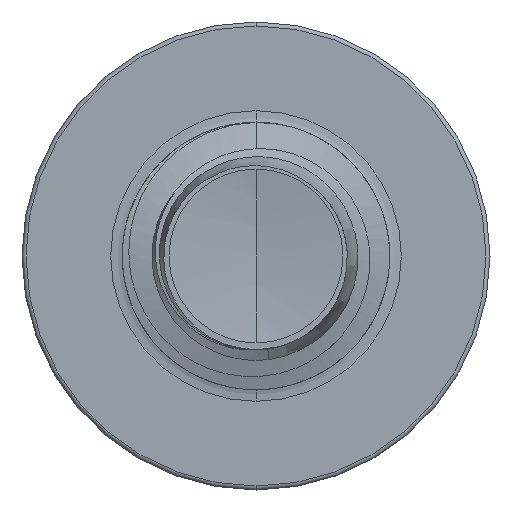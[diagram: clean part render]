
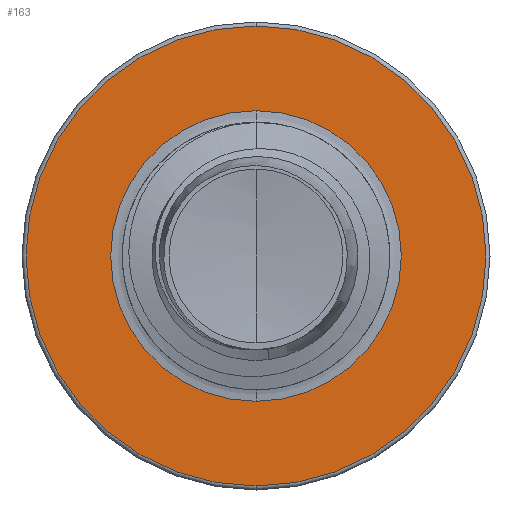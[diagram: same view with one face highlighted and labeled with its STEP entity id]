
A CAD part, front view. The second image highlights one B-rep face of the part: STEP entity #163.
In plain terms, the highlighted planar face has unit normal (0, -1, 0).
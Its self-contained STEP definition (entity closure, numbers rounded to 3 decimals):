
#163 = ADVANCED_FACE ( 'NONE', ( #444, #1819 ), #14902, .F. ) ;
#251 = CARTESIAN_POINT ( 'NONE',  ( 0., 6., 2.174 ) ) ;
#384 = CIRCLE ( 'NONE', #11070, 2.174 ) ;
#433 = VERTEX_POINT ( 'NONE', #5369 ) ;
#444 = FACE_OUTER_BOUND ( 'NONE', #10413, .T. ) ;
#1336 = AXIS2_PLACEMENT_3D ( 'NONE', #5908, #15250, #14918 ) ;
#1819 = FACE_BOUND ( 'NONE', #3461, .T. ) ;
#1960 = ORIENTED_EDGE ( 'NONE', *, *, #10853, .F. ) ;
#2030 = ORIENTED_EDGE ( 'NONE', *, *, #10829, .T. ) ;
#2103 = ORIENTED_EDGE ( 'NONE', *, *, #3027, .T. ) ;
#2517 = CIRCLE ( 'NONE', #12612, 3.44 ) ;
#2830 = CIRCLE ( 'NONE', #11176, 2.174 ) ;
#3027 = EDGE_CURVE ( 'NONE', #433, #12247, #384, .T. ) ;
#3305 = VERTEX_POINT ( 'NONE', #14395 ) ;
#3461 = EDGE_LOOP ( 'NONE', ( #2030, #2103 ) ) ;
#4174 = AXIS2_PLACEMENT_3D ( 'NONE', #6772, #14303, #8021 ) ;
#4297 = CARTESIAN_POINT ( 'NONE',  ( 0., 6., 0. ) ) ;
#4350 = DIRECTION ( 'NONE',  ( 0., 1., 0. ) ) ;
#5369 = CARTESIAN_POINT ( 'NONE',  ( 0., 6., -2.174 ) ) ;
#5468 = EDGE_CURVE ( 'NONE', #3305, #9089, #10876, .T. ) ;
#5622 = DIRECTION ( 'NONE',  ( 0., 0., 1. ) ) ;
#5908 = CARTESIAN_POINT ( 'NONE',  ( 0., 6., -2.174 ) ) ;
#6156 = CARTESIAN_POINT ( 'NONE',  ( 0., 6., -3.44 ) ) ;
#6772 = CARTESIAN_POINT ( 'NONE',  ( 0., 6., 0. ) ) ;
#6804 = ORIENTED_EDGE ( 'NONE', *, *, #5468, .F. ) ;
#8021 = DIRECTION ( 'NONE',  ( 0., 0., 1. ) ) ;
#9089 = VERTEX_POINT ( 'NONE', #6156 ) ;
#10413 = EDGE_LOOP ( 'NONE', ( #6804, #1960 ) ) ;
#10829 = EDGE_CURVE ( 'NONE', #12247, #433, #2830, .T. ) ;
#10853 = EDGE_CURVE ( 'NONE', #9089, #3305, #2517, .T. ) ;
#10876 = CIRCLE ( 'NONE', #4174, 3.44 ) ;
#11070 = AXIS2_PLACEMENT_3D ( 'NONE', #14106, #13226, #14153 ) ;
#11176 = AXIS2_PLACEMENT_3D ( 'NONE', #4297, #12543, #5622 ) ;
#11533 = CARTESIAN_POINT ( 'NONE',  ( 0., 6., 0. ) ) ;
#12247 = VERTEX_POINT ( 'NONE', #251 ) ;
#12543 = DIRECTION ( 'NONE',  ( 0., 1., 0. ) ) ;
#12586 = DIRECTION ( 'NONE',  ( 0., 0., 1. ) ) ;
#12612 = AXIS2_PLACEMENT_3D ( 'NONE', #11533, #4350, #12586 ) ;
#13226 = DIRECTION ( 'NONE',  ( 0., 1., 0. ) ) ;
#14106 = CARTESIAN_POINT ( 'NONE',  ( 0., 6., 0. ) ) ;
#14153 = DIRECTION ( 'NONE',  ( 0., 0., 1. ) ) ;
#14303 = DIRECTION ( 'NONE',  ( 0., 1., 0. ) ) ;
#14395 = CARTESIAN_POINT ( 'NONE',  ( 0., 6., 3.44 ) ) ;
#14902 = PLANE ( 'NONE',  #1336 ) ;
#14918 = DIRECTION ( 'NONE',  ( 0., 0., 1. ) ) ;
#15250 = DIRECTION ( 'NONE',  ( 0., 1., 0. ) ) ;
